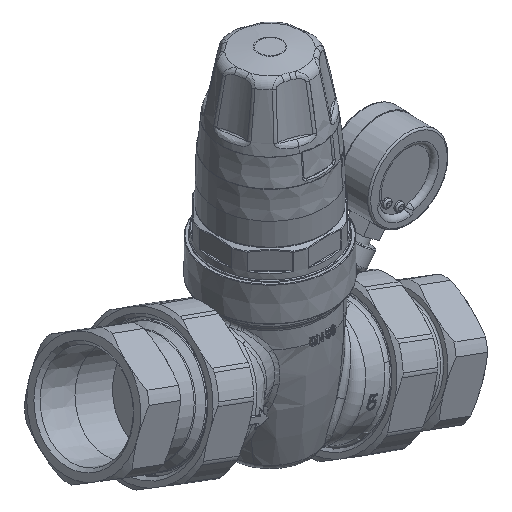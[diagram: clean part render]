
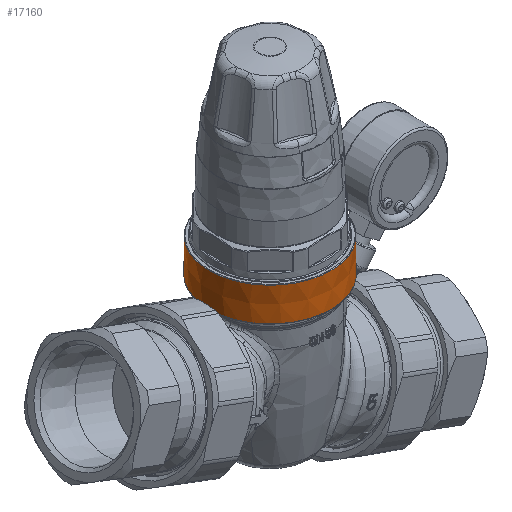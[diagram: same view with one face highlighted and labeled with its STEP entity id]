
A CAD part, isometric view. The second image highlights one B-rep face of the part: STEP entity #17160.
In plain terms, the highlighted conical face has half-angle 0.5 degrees and reference radius 38.85 mm.
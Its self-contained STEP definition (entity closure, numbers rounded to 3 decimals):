
#3133=FACE_OUTER_BOUND('',#4215,.T.);
#4215=EDGE_LOOP('',(#11953,#11954,#11955,#11956,#11957,#11958));
#5296=LINE('',#25073,#5874);
#5874=VECTOR('',#20215,38.85);
#6495=CIRCLE('',#18500,38.853);
#6496=CIRCLE('',#18501,38.853);
#6500=CIRCLE('',#18507,39.039);
#6501=CIRCLE('',#18508,39.039);
#7248=VERTEX_POINT('',#25058);
#7249=VERTEX_POINT('',#25059);
#7252=VERTEX_POINT('',#25070);
#7253=VERTEX_POINT('',#25071);
#9037=EDGE_CURVE('',#7248,#7249,#6495,.F.);
#9038=EDGE_CURVE('',#7249,#7248,#6496,.F.);
#9043=EDGE_CURVE('',#7252,#7253,#6500,.T.);
#9044=EDGE_CURVE('',#7252,#7249,#5296,.T.);
#9045=EDGE_CURVE('',#7253,#7252,#6501,.T.);
#11953=ORIENTED_EDGE('',*,*,#9043,.F.);
#11954=ORIENTED_EDGE('',*,*,#9044,.T.);
#11955=ORIENTED_EDGE('',*,*,#9037,.F.);
#11956=ORIENTED_EDGE('',*,*,#9038,.F.);
#11957=ORIENTED_EDGE('',*,*,#9044,.F.);
#11958=ORIENTED_EDGE('',*,*,#9045,.F.);
#16969=CONICAL_SURFACE('',#18506,38.85,0.009);
#17160=ADVANCED_FACE('',(#3133),#16969,.T.);
#18500=AXIS2_PLACEMENT_3D('',#25060,#20198,#20199);
#18501=AXIS2_PLACEMENT_3D('',#25061,#20200,#20201);
#18506=AXIS2_PLACEMENT_3D('',#25069,#20211,#20212);
#18507=AXIS2_PLACEMENT_3D('',#25072,#20213,#20214);
#18508=AXIS2_PLACEMENT_3D('',#25074,#20216,#20217);
#20198=DIRECTION('center_axis',(0.,0.,-1.));
#20199=DIRECTION('ref_axis',(1.,0.,0.));
#20200=DIRECTION('center_axis',(0.,0.,-1.));
#20201=DIRECTION('ref_axis',(1.,0.,0.));
#20211=DIRECTION('center_axis',(0.,0.,-1.));
#20212=DIRECTION('ref_axis',(-0.878,0.479,0.));
#20213=DIRECTION('center_axis',(0.,0.,-1.));
#20214=DIRECTION('ref_axis',(1.,0.,0.));
#20215=DIRECTION('',(-0.008,0.004,1.));
#20216=DIRECTION('center_axis',(0.,0.,-1.));
#20217=DIRECTION('ref_axis',(1.,0.,0.));
#25058=CARTESIAN_POINT('',(38.784,-2.315,58.189));
#25059=CARTESIAN_POINT('',(34.096,-18.627,58.189));
#25060=CARTESIAN_POINT('Origin',(0.,0.,58.189));
#25061=CARTESIAN_POINT('Origin',(0.,0.,58.189));
#25069=CARTESIAN_POINT('Origin',(0.,0.,58.487));
#25070=CARTESIAN_POINT('',(34.26,-18.716,36.789));
#25071=CARTESIAN_POINT('',(38.958,-2.515,36.789));
#25072=CARTESIAN_POINT('Origin',(0.,0.,36.789));
#25073=CARTESIAN_POINT('',(34.094,-18.626,58.487));
#25074=CARTESIAN_POINT('Origin',(0.,0.,36.789));
